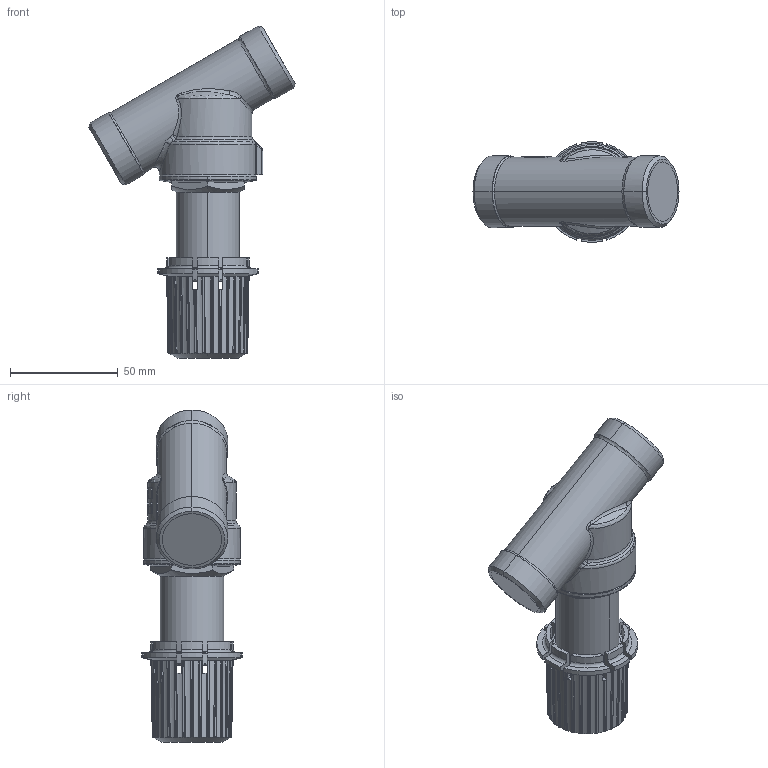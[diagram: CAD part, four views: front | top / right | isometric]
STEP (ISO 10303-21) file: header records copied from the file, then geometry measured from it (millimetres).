
FILE_DESCRIPTION((''),'2;1');
FILE_NAME('003L6025-BIM_SW0001','2022-12-01T14:24:09',('F09560'),(''),'CREO PARAMETRIC BY PTC INC, 2020342','CREO PARAMETRIC BY PTC INC, 2020342','');
FILE_SCHEMA(('AUTOMOTIVE_DESIGN { 1 0 10303 214 1 1 1 1 }'));
Products named in the file (1): 003L6025-BIM_SW0001
Bounding box: 95.69 x 46.68 x 154.16 mm (x, y, z)
Volume: 91171.3 mm3; surface area: 52017.5 mm2
Topology: 1 solids, 1 shells, 780 faces, 2198 edges, 1424 vertices
Faces by surface type: cylinder 227, plane 192, bspline 179, cone 89, extrusion 54, torus 32, sphere 7
Entity records: 49135 total; most frequent: CARTESIAN_POINT 27218, ORIENTED_EDGE 4392, DIRECTION 2780, EDGE_CURVE 2196, VERTEX_POINT 1424, B_SPLINE_CURVE_WITH_KNOTS 1141, AXIS2_PLACEMENT_3D 1056, EDGE_LOOP 806
